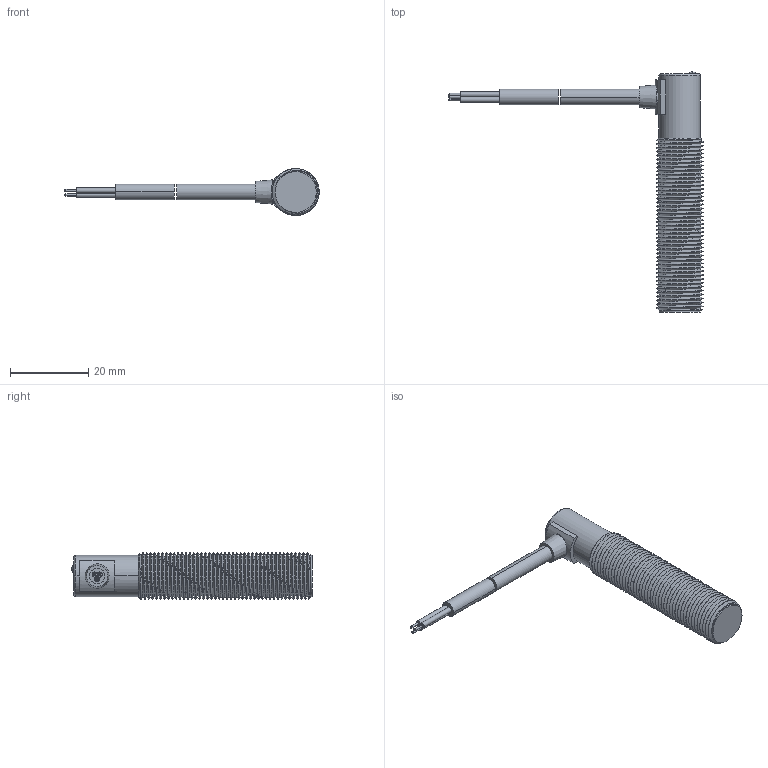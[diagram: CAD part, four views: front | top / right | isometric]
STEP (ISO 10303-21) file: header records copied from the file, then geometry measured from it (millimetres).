
FILE_DESCRIPTION(('FreeCAD Model'),'2;1');
FILE_NAME('FCM1-1202X-X3UXY.stp','2017-08-17T13:34:11',( 'CM'),('HTM Sensors'),'Open CASCADE STEP processor 6.8','FreeCAD', 'Unknown');
FILE_SCHEMA(('CONFIG_CONTROL_DESIGN','SHAPE_APPEARANCE_LAYER_MIM'));
Length unit declared in the file: millimetre
Products named in the file (3): ASSEMBLY; FCM1-1202X-X3UXY; Cable
Assembly tree (2 placements, depth 2):
  ASSEMBLY
    FCM1-1202X-X3UXY
    Cable
Bounding box: 65 x 61.4 x 12 mm (x, y, z)
Volume: 6456.1 mm3; surface area: 4682.6 mm2
Topology: 2 solids, 2 shells, 166 faces, 446 edges, 287 vertices
Faces by surface type: cylinder 109, bspline 28, plane 16, sphere 6, cone 5, torus 2
Entity records: 71382 total; most frequent: CARTESIAN_POINT 64429, B_SPLINE_CURVE_WITH_KNOTS 1043, ORIENTED_EDGE 880, PCURVE 880, DEFINITIONAL_REPRESENTATION 880, DIRECTION 621, EDGE_CURVE 440, SURFACE_CURVE 440
